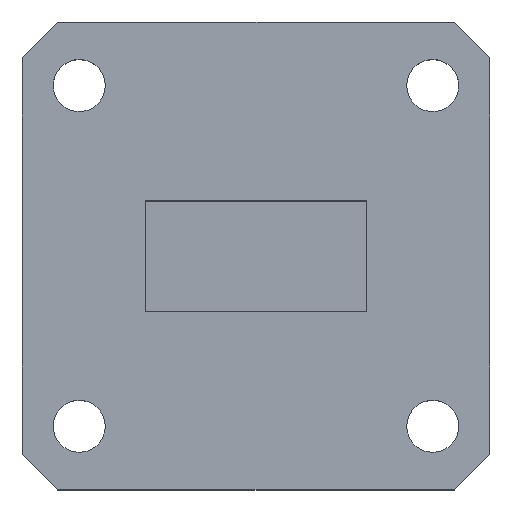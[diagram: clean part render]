
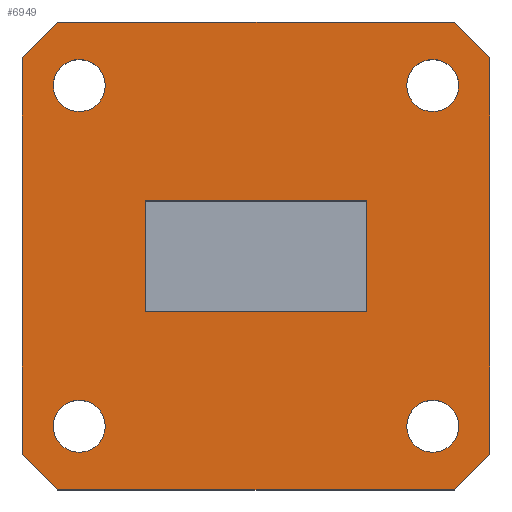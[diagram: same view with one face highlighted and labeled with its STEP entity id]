
A CAD part, top view. The second image highlights one B-rep face of the part: STEP entity #6949.
In plain terms, the highlighted planar face has unit normal (0, 0, 1).
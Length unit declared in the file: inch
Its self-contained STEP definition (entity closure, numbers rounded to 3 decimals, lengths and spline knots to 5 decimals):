
#54 = DIRECTION ( 'NONE',  ( 0., 1., 0. ) ) ;
#86 = VECTOR ( 'NONE', #1434, 39.37008 ) ;
#156 = VECTOR ( 'NONE', #2377, 39.37008 ) ;
#274 = VECTOR ( 'NONE', #1070, 39.37008 ) ;
#282 = LINE ( 'NONE', #6998, #6231 ) ;
#301 = ORIENTED_EDGE ( 'NONE', *, *, #966, .F. ) ;
#338 = ORIENTED_EDGE ( 'NONE', *, *, #3008, .F. ) ;
#500 = ORIENTED_EDGE ( 'NONE', *, *, #6445, .F. ) ;
#557 = CIRCLE ( 'NONE', #2406, 0.073 ) ;
#608 = AXIS2_PLACEMENT_3D ( 'NONE', #4147, #1367, #1948 ) ;
#643 = DIRECTION ( 'NONE',  ( 0., 0., -1. ) ) ;
#713 = FACE_BOUND ( 'NONE', #2424, .T. ) ;
#732 = ORIENTED_EDGE ( 'NONE', *, *, #3112, .T. ) ;
#756 = CARTESIAN_POINT ( 'NONE',  ( 0.6565, 0.5565, 0. ) ) ;
#758 = LINE ( 'NONE', #1526, #3171 ) ;
#807 = DIRECTION ( 'NONE',  ( 0., 0., 1. ) ) ;
#822 = CARTESIAN_POINT ( 'NONE',  ( 0.5565, 0.6565, 0. ) ) ;
#884 = VERTEX_POINT ( 'NONE', #5036 ) ;
#948 = ORIENTED_EDGE ( 'NONE', *, *, #6599, .T. ) ;
#966 = EDGE_CURVE ( 'NONE', #1866, #1159, #758, .T. ) ;
#1044 = CARTESIAN_POINT ( 'NONE',  ( -0.423, 0.478, 0. ) ) ;
#1063 = ORIENTED_EDGE ( 'NONE', *, *, #3354, .T. ) ;
#1067 = VERTEX_POINT ( 'NONE', #3166 ) ;
#1070 = DIRECTION ( 'NONE',  ( 0., -1., 0. ) ) ;
#1079 = VECTOR ( 'NONE', #5550, 39.37008 ) ;
#1159 = VERTEX_POINT ( 'NONE', #5114 ) ;
#1160 = LINE ( 'NONE', #3605, #156 ) ;
#1258 = ORIENTED_EDGE ( 'NONE', *, *, #6061, .T. ) ;
#1282 = CARTESIAN_POINT ( 'NONE',  ( 0.6565, 0.1555, 0. ) ) ;
#1336 = FACE_BOUND ( 'NONE', #4098, .T. ) ;
#1341 = VECTOR ( 'NONE', #4493, 39.37008 ) ;
#1367 = DIRECTION ( 'NONE',  ( 0., 0., 1. ) ) ;
#1386 = DIRECTION ( 'NONE',  ( 1., 0., 0. ) ) ;
#1434 = DIRECTION ( 'NONE',  ( -0.707, -0.707, 0. ) ) ;
#1526 = CARTESIAN_POINT ( 'NONE',  ( -0.311, 0.1555, 0. ) ) ;
#1588 = ORIENTED_EDGE ( 'NONE', *, *, #1962, .T. ) ;
#1701 = FACE_BOUND ( 'NONE', #6965, .T. ) ;
#1716 = LINE ( 'NONE', #4966, #1079 ) ;
#1729 = CARTESIAN_POINT ( 'NONE',  ( 0., 0., 0. ) ) ;
#1733 = AXIS2_PLACEMENT_3D ( 'NONE', #1729, #643, #1782 ) ;
#1751 = CARTESIAN_POINT ( 'NONE',  ( 0.311, -0.1555, 0. ) ) ;
#1782 = DIRECTION ( 'NONE',  ( -1., 0., 0. ) ) ;
#1866 = VERTEX_POINT ( 'NONE', #6523 ) ;
#1882 = CARTESIAN_POINT ( 'NONE',  ( 0.6565, -0.6565, 0. ) ) ;
#1948 = DIRECTION ( 'NONE',  ( 1., 0., 0. ) ) ;
#1962 = EDGE_CURVE ( 'NONE', #3741, #4377, #5321, .T. ) ;
#1998 = LINE ( 'NONE', #5939, #3428 ) ;
#2017 = CARTESIAN_POINT ( 'NONE',  ( 0.5565, -0.6565, 0. ) ) ;
#2138 = CARTESIAN_POINT ( 'NONE',  ( -0.5565, -0.6565, 0. ) ) ;
#2241 = ORIENTED_EDGE ( 'NONE', *, *, #3585, .T. ) ;
#2274 = CARTESIAN_POINT ( 'NONE',  ( 0.6565, -0.6565, 0. ) ) ;
#2377 = DIRECTION ( 'NONE',  ( 0., -1., 0. ) ) ;
#2406 = AXIS2_PLACEMENT_3D ( 'NONE', #6960, #4063, #6319 ) ;
#2415 = DIRECTION ( 'NONE',  ( -0.707, 0.707, 0. ) ) ;
#2424 = EDGE_LOOP ( 'NONE', ( #5599 ) ) ;
#2444 = DIRECTION ( 'NONE',  ( 1., 0., 0. ) ) ;
#2451 = LINE ( 'NONE', #6411, #7396 ) ;
#2482 = EDGE_LOOP ( 'NONE', ( #5301, #338, #500, #301 ) ) ;
#2509 = AXIS2_PLACEMENT_3D ( 'NONE', #3714, #6032, #2541 ) ;
#2541 = DIRECTION ( 'NONE',  ( 1., 0., 0. ) ) ;
#2597 = VERTEX_POINT ( 'NONE', #1282 ) ;
#2682 = ORIENTED_EDGE ( 'NONE', *, *, #4631, .T. ) ;
#2753 = CARTESIAN_POINT ( 'NONE',  ( -0.6565, -0.6565, 0. ) ) ;
#2795 = LINE ( 'NONE', #4643, #86 ) ;
#2932 = EDGE_CURVE ( 'NONE', #2597, #3527, #3969, .T. ) ;
#3008 = EDGE_CURVE ( 'NONE', #4985, #5936, #282, .T. ) ;
#3112 = EDGE_CURVE ( 'NONE', #7133, #4390, #5126, .T. ) ;
#3166 = CARTESIAN_POINT ( 'NONE',  ( 0.6565, -0.5565, 0. ) ) ;
#3171 = VECTOR ( 'NONE', #3842, 39.37008 ) ;
#3288 = VERTEX_POINT ( 'NONE', #4986 ) ;
#3354 = EDGE_CURVE ( 'NONE', #5524, #7133, #6595, .T. ) ;
#3428 = VECTOR ( 'NONE', #6617, 39.37008 ) ;
#3463 = EDGE_CURVE ( 'NONE', #6739, #6739, #557, .T. ) ;
#3522 = CARTESIAN_POINT ( 'NONE',  ( -0.6565, 0.1555, 0. ) ) ;
#3527 = VERTEX_POINT ( 'NONE', #756 ) ;
#3585 = EDGE_CURVE ( 'NONE', #4377, #1067, #1998, .T. ) ;
#3605 = CARTESIAN_POINT ( 'NONE',  ( -0.311, -0.1555, 0. ) ) ;
#3714 = CARTESIAN_POINT ( 'NONE',  ( -0.496, 0.478, 0. ) ) ;
#3741 = VERTEX_POINT ( 'NONE', #2138 ) ;
#3776 = ORIENTED_EDGE ( 'NONE', *, *, #4369, .F. ) ;
#3840 = LINE ( 'NONE', #2274, #1341 ) ;
#3842 = DIRECTION ( 'NONE',  ( -1., 0., 0. ) ) ;
#3969 = LINE ( 'NONE', #1882, #6035 ) ;
#4063 = DIRECTION ( 'NONE',  ( 0., 0., 1. ) ) ;
#4069 = EDGE_CURVE ( 'NONE', #5936, #1866, #4574, .T. ) ;
#4071 = PLANE ( 'NONE',  #1733 ) ;
#4098 = EDGE_LOOP ( 'NONE', ( #3776 ) ) ;
#4100 = CARTESIAN_POINT ( 'NONE',  ( 0.6565, 0.5565, 0. ) ) ;
#4147 = CARTESIAN_POINT ( 'NONE',  ( 0.496, -0.478, 0. ) ) ;
#4153 = DIRECTION ( 'NONE',  ( 0., 1., 0. ) ) ;
#4206 = ORIENTED_EDGE ( 'NONE', *, *, #5034, .T. ) ;
#4242 = DIRECTION ( 'NONE',  ( 1., 0., 0. ) ) ;
#4306 = CARTESIAN_POINT ( 'NONE',  ( -0.6565, -0.5565, 0. ) ) ;
#4368 = FACE_BOUND ( 'NONE', #4542, .T. ) ;
#4369 = EDGE_CURVE ( 'NONE', #884, #884, #5022, .T. ) ;
#4377 = VERTEX_POINT ( 'NONE', #2017 ) ;
#4390 = VERTEX_POINT ( 'NONE', #4306 ) ;
#4478 = LINE ( 'NONE', #4100, #5839 ) ;
#4493 = DIRECTION ( 'NONE',  ( 0., 1., 0. ) ) ;
#4542 = EDGE_LOOP ( 'NONE', ( #5002 ) ) ;
#4574 = LINE ( 'NONE', #1751, #7221 ) ;
#4631 = EDGE_CURVE ( 'NONE', #4390, #3741, #2451, .T. ) ;
#4643 = CARTESIAN_POINT ( 'NONE',  ( -0.5565, 0.6565, 0. ) ) ;
#4677 = ORIENTED_EDGE ( 'NONE', *, *, #2932, .T. ) ;
#4888 = DIRECTION ( 'NONE',  ( 0., -1., 0. ) ) ;
#4914 = CARTESIAN_POINT ( 'NONE',  ( 0.311, -0.1555, 0. ) ) ;
#4941 = CARTESIAN_POINT ( 'NONE',  ( 0.569, -0.478, 0. ) ) ;
#4966 = CARTESIAN_POINT ( 'NONE',  ( -0.6565, 0.6565, 0. ) ) ;
#4985 = VERTEX_POINT ( 'NONE', #6329 ) ;
#4986 = CARTESIAN_POINT ( 'NONE',  ( -0.5565, 0.6565, 0. ) ) ;
#5002 = ORIENTED_EDGE ( 'NONE', *, *, #7365, .F. ) ;
#5022 = CIRCLE ( 'NONE', #5056, 0.073 ) ;
#5034 = EDGE_CURVE ( 'NONE', #3527, #6007, #4478, .T. ) ;
#5036 = CARTESIAN_POINT ( 'NONE',  ( 0.569, 0.478, 0. ) ) ;
#5056 = AXIS2_PLACEMENT_3D ( 'NONE', #6044, #807, #1386 ) ;
#5073 = VERTEX_POINT ( 'NONE', #4941 ) ;
#5114 = CARTESIAN_POINT ( 'NONE',  ( -0.311, 0.1555, 0. ) ) ;
#5126 = LINE ( 'NONE', #7164, #5313 ) ;
#5301 = ORIENTED_EDGE ( 'NONE', *, *, #4069, .F. ) ;
#5313 = VECTOR ( 'NONE', #4888, 39.37008 ) ;
#5321 = LINE ( 'NONE', #5948, #6510 ) ;
#5524 = VERTEX_POINT ( 'NONE', #6961 ) ;
#5550 = DIRECTION ( 'NONE',  ( -1., 0., 0. ) ) ;
#5556 = CIRCLE ( 'NONE', #608, 0.073 ) ;
#5568 = ORIENTED_EDGE ( 'NONE', *, *, #5572, .T. ) ;
#5572 = EDGE_CURVE ( 'NONE', #3288, #5524, #2795, .T. ) ;
#5573 = CARTESIAN_POINT ( 'NONE',  ( -0.423, -0.478, 0. ) ) ;
#5599 = ORIENTED_EDGE ( 'NONE', *, *, #5798, .F. ) ;
#5773 = ORIENTED_EDGE ( 'NONE', *, *, #3463, .F. ) ;
#5798 = EDGE_CURVE ( 'NONE', #5073, #5073, #5556, .T. ) ;
#5839 = VECTOR ( 'NONE', #2415, 39.37008 ) ;
#5936 = VERTEX_POINT ( 'NONE', #4914 ) ;
#5939 = CARTESIAN_POINT ( 'NONE',  ( 0.5565, -0.6565, 0. ) ) ;
#5948 = CARTESIAN_POINT ( 'NONE',  ( -0.6565, -0.6565, 0. ) ) ;
#5988 = CIRCLE ( 'NONE', #2509, 0.073 ) ;
#6007 = VERTEX_POINT ( 'NONE', #822 ) ;
#6032 = DIRECTION ( 'NONE',  ( 0., 0., 1. ) ) ;
#6035 = VECTOR ( 'NONE', #4153, 39.37008 ) ;
#6044 = CARTESIAN_POINT ( 'NONE',  ( 0.496, 0.478, 0. ) ) ;
#6061 = EDGE_CURVE ( 'NONE', #6007, #3288, #1716, .T. ) ;
#6191 = FACE_OUTER_BOUND ( 'NONE', #6760, .T. ) ;
#6231 = VECTOR ( 'NONE', #2444, 39.37008 ) ;
#6319 = DIRECTION ( 'NONE',  ( 1., 0., 0. ) ) ;
#6329 = CARTESIAN_POINT ( 'NONE',  ( -0.311, -0.1555, 0. ) ) ;
#6411 = CARTESIAN_POINT ( 'NONE',  ( -0.6565, -0.5565, 0. ) ) ;
#6445 = EDGE_CURVE ( 'NONE', #1159, #4985, #1160, .T. ) ;
#6510 = VECTOR ( 'NONE', #4242, 39.37008 ) ;
#6523 = CARTESIAN_POINT ( 'NONE',  ( 0.311, 0.1555, 0. ) ) ;
#6595 = LINE ( 'NONE', #2753, #274 ) ;
#6599 = EDGE_CURVE ( 'NONE', #1067, #2597, #3840, .T. ) ;
#6617 = DIRECTION ( 'NONE',  ( 0.707, 0.707, 0. ) ) ;
#6739 = VERTEX_POINT ( 'NONE', #5573 ) ;
#6760 = EDGE_LOOP ( 'NONE', ( #1063, #732, #2682, #1588, #2241, #948, #4677, #4206, #1258, #5568 ) ) ;
#6949 = ADVANCED_FACE ( 'NONE', ( #7452, #4368, #1336, #6191, #1701, #713 ), #4071, .F. ) ;
#6960 = CARTESIAN_POINT ( 'NONE',  ( -0.496, -0.478, 0. ) ) ;
#6961 = CARTESIAN_POINT ( 'NONE',  ( -0.6565, 0.5565, 0. ) ) ;
#6965 = EDGE_LOOP ( 'NONE', ( #5773 ) ) ;
#6998 = CARTESIAN_POINT ( 'NONE',  ( -0.311, -0.1555, 0. ) ) ;
#7002 = DIRECTION ( 'NONE',  ( 0.707, -0.707, 0. ) ) ;
#7133 = VERTEX_POINT ( 'NONE', #3522 ) ;
#7164 = CARTESIAN_POINT ( 'NONE',  ( -0.6565, -0.6565, 0. ) ) ;
#7221 = VECTOR ( 'NONE', #54, 39.37008 ) ;
#7271 = VERTEX_POINT ( 'NONE', #1044 ) ;
#7365 = EDGE_CURVE ( 'NONE', #7271, #7271, #5988, .T. ) ;
#7396 = VECTOR ( 'NONE', #7002, 39.37008 ) ;
#7452 = FACE_BOUND ( 'NONE', #2482, .T. ) ;
